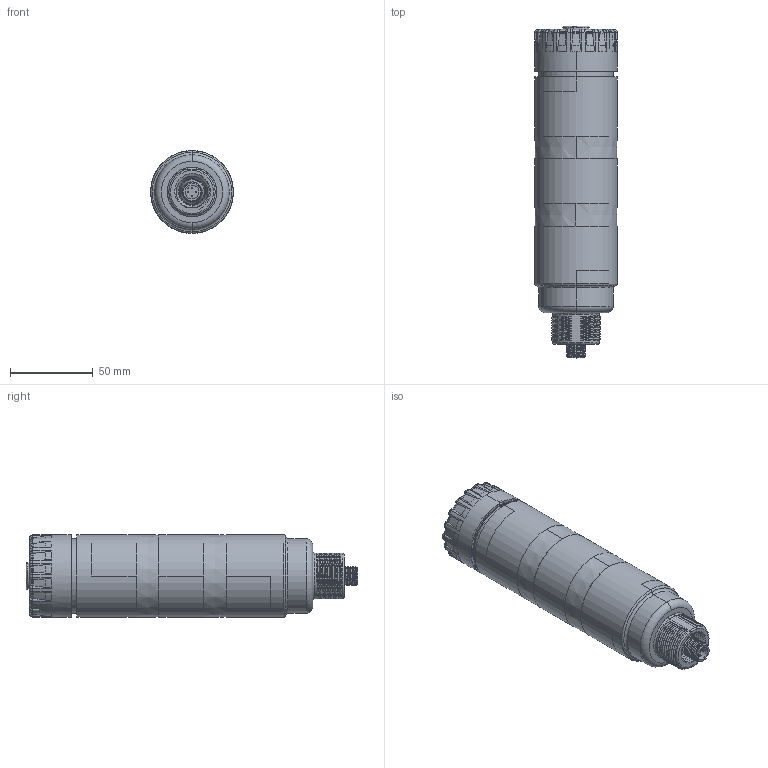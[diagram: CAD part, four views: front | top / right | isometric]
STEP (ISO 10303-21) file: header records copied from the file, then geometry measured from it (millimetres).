
FILE_DESCRIPTION((''),'2;1');
FILE_NAME('145175_SM01_ASM','2025-07-23T15:00:54',('banengservice'),('BANNER ENGINEERING'),'CREO PARAMETRIC BY PTC INC, 2022414','CREO PARAMETRIC BY PTC INC, 2022414','');
FILE_SCHEMA(('CONFIG_CONTROL_DESIGN'));
Length unit declared in the file: millimetre
Products named in the file (2): 145175_EP01; 145175_SM01_ASM
Assembly tree (1 placements, depth 2):
  145175_SM01_ASM
    145175_EP01
Bounding box: 50 x 200.7 x 50 mm (x, y, z)
Volume: 336962 mm3; surface area: 37056.6 mm2
Topology: 1 solids, 1 shells, 904 faces, 2340 edges, 1468 vertices
Faces by surface type: cylinder 325, plane 197, torus 180, bspline 146, cone 56
Entity records: 39078 total; most frequent: CARTESIAN_POINT 17800, ORIENTED_EDGE 4680, DIRECTION 4257, EDGE_CURVE 2340, AXIS2_PLACEMENT_3D 1749, VERTEX_POINT 1468, CIRCLE 988, EDGE_LOOP 942
